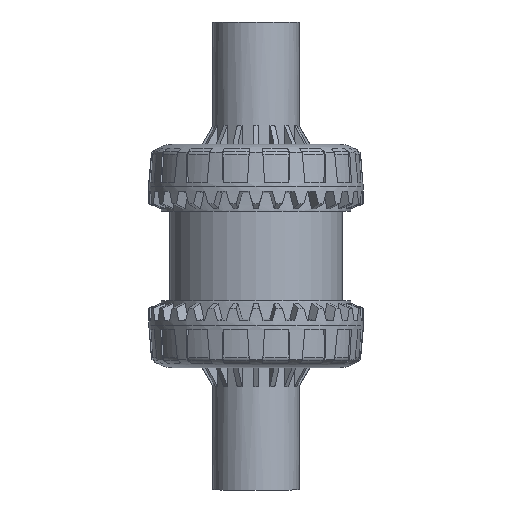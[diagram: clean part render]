
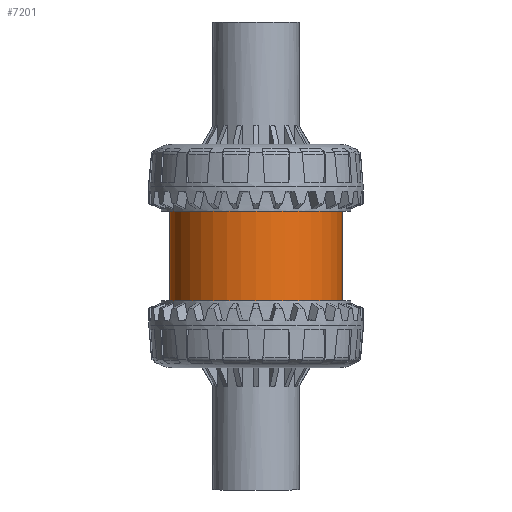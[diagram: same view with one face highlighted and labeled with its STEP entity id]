
A CAD part, left-side view. The second image highlights one B-rep face of the part: STEP entity #7201.
In plain terms, the highlighted cylindrical face has radius 40 mm (diameter 80 mm), a full revolution.
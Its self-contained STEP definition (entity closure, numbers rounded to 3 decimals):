
#347=B_SPLINE_CURVE_WITH_KNOTS($,3,(#11014,#11015,#11016,#11017,#11018,
#11019,#11020,#11021,#11022,#11023,#11024,#11025,#11026,#11027,#11028,#11029,
#11030,#11031,#11032,#11033,#11034,#11035,#11036,#11037,#11038,#11039,#11040,
#11041,#11042,#11043,#11044,#11045,#11046,#11047,#11048,#11049,#11050,#11051,
#11052,#11053,#11054,#11055,#11056,#11057,#11058,#11059,#11060,#11061,#11062,
#11063,#11064,#11065,#11066,#11067,#11068,#11069,#11070,#11071,#11072,#11073,
#11074,#11075,#11076,#11077,#11078,#11079),.UNSPECIFIED.,.T.,.F.,(4,2,2,
2,2,2,2,2,2,2,2,2,2,2,2,2,2,2,2,2,2,2,2,2,2,2,2,2,2,2,2,2,4),(0.,0.335,
0.67,1.005,1.339,1.674,2.008,
2.342,2.677,3.011,3.345,3.68,
4.014,4.349,4.684,5.019,5.353,
5.688,6.023,6.358,6.693,7.027,
7.361,7.696,8.03,8.364,8.699,
9.033,9.367,9.702,10.037,10.372,
10.707),.UNSPECIFIED.);
#503=CYLINDRICAL_SURFACE($,#7668,40.);
#565=FACE_BOUND($,#1557,.T.);
#566=FACE_BOUND($,#1558,.T.);
#567=FACE_BOUND($,#1559,.T.);
#620=CIRCLE($,#7667,40.);
#621=CIRCLE($,#7669,40.);
#1557=EDGE_LOOP($,(#4975));
#1558=EDGE_LOOP($,(#4976));
#1559=EDGE_LOOP($,(#4977));
#2773=VERTEX_POINT($,#11013);
#2774=VERTEX_POINT($,#11082);
#2775=VERTEX_POINT($,#11085);
#3617=EDGE_CURVE($,#2773,#2773,#347,.T.);
#3618=EDGE_CURVE($,#2774,#2774,#620,.T.);
#3619=EDGE_CURVE($,#2775,#2775,#621,.T.);
#4975=ORIENTED_EDGE($,*,*,#3617,.T.);
#4976=ORIENTED_EDGE($,*,*,#3618,.F.);
#4977=ORIENTED_EDGE($,*,*,#3619,.F.);
#7201=ADVANCED_FACE($,(#565,#566,#567),#503,.T.);
#7667=AXIS2_PLACEMENT_3D($,#11083,#8841,#8842);
#7668=AXIS2_PLACEMENT_3D($,#11084,#8843,#8844);
#7669=AXIS2_PLACEMENT_3D($,#11086,#8845,#8846);
#8841=DIRECTION('center_axis',(-1.,0.,0.));
#8842=DIRECTION('ref_axis',(0.,-1.,0.));
#8843=DIRECTION('center_axis',(1.,0.,0.));
#8844=DIRECTION('ref_axis',(0.,-1.,0.));
#8845=DIRECTION('center_axis',(1.,0.,0.));
#8846=DIRECTION('ref_axis',(0.,-1.,0.));
#11013=CARTESIAN_POINT('',(0.,-17.5,35.969));
#11014=CARTESIAN_POINT('Ctrl Pts',(0.,-17.5,35.969));
#11015=CARTESIAN_POINT('Ctrl Pts',(-1.116,-17.5,35.969));
#11016=CARTESIAN_POINT('Ctrl Pts',(-2.265,-17.392,
36.022));
#11017=CARTESIAN_POINT('Ctrl Pts',(-4.538,-16.941,
36.236));
#11018=CARTESIAN_POINT('Ctrl Pts',(-5.664,-16.599,
36.397));
#11019=CARTESIAN_POINT('Ctrl Pts',(-7.814,-15.702,
36.792));
#11020=CARTESIAN_POINT('Ctrl Pts',(-8.841,-15.146,
37.028));
#11021=CARTESIAN_POINT('Ctrl Pts',(-10.736,-13.867,
37.526));
#11022=CARTESIAN_POINT('Ctrl Pts',(-11.605,-13.143,37.788));
#11023=CARTESIAN_POINT('Ctrl Pts',(-13.142,-11.606,
38.288));
#11024=CARTESIAN_POINT('Ctrl Pts',(-13.866,-10.738,
38.544));
#11025=CARTESIAN_POINT('Ctrl Pts',(-15.145,-8.842,
39.023));
#11026=CARTESIAN_POINT('Ctrl Pts',(-15.702,-7.814,
39.244));
#11027=CARTESIAN_POINT('Ctrl Pts',(-16.6,-5.663,
39.612));
#11028=CARTESIAN_POINT('Ctrl Pts',(-16.942,-4.536,
39.758));
#11029=CARTESIAN_POINT('Ctrl Pts',(-17.392,-2.262,
39.952));
#11030=CARTESIAN_POINT('Ctrl Pts',(-17.5,-1.114,40.));
#11031=CARTESIAN_POINT('Ctrl Pts',(-17.5,1.114,40.));
#11032=CARTESIAN_POINT('Ctrl Pts',(-17.392,2.262,39.952));
#11033=CARTESIAN_POINT('Ctrl Pts',(-16.942,4.536,39.758));
#11034=CARTESIAN_POINT('Ctrl Pts',(-16.6,5.663,39.612));
#11035=CARTESIAN_POINT('Ctrl Pts',(-15.702,7.814,39.244));
#11036=CARTESIAN_POINT('Ctrl Pts',(-15.145,8.842,39.023));
#11037=CARTESIAN_POINT('Ctrl Pts',(-13.866,10.738,38.544));
#11038=CARTESIAN_POINT('Ctrl Pts',(-13.142,11.606,38.288));
#11039=CARTESIAN_POINT('Ctrl Pts',(-11.605,13.143,37.788));
#11040=CARTESIAN_POINT('Ctrl Pts',(-10.736,13.867,37.526));
#11041=CARTESIAN_POINT('Ctrl Pts',(-8.841,15.146,37.028));
#11042=CARTESIAN_POINT('Ctrl Pts',(-7.814,15.702,36.792));
#11043=CARTESIAN_POINT('Ctrl Pts',(-5.664,16.599,36.397));
#11044=CARTESIAN_POINT('Ctrl Pts',(-4.538,16.941,36.236));
#11045=CARTESIAN_POINT('Ctrl Pts',(-2.265,17.392,36.022));
#11046=CARTESIAN_POINT('Ctrl Pts',(-1.116,17.5,35.969));
#11047=CARTESIAN_POINT('Ctrl Pts',(1.116,17.5,35.969));
#11048=CARTESIAN_POINT('Ctrl Pts',(2.265,17.392,36.022));
#11049=CARTESIAN_POINT('Ctrl Pts',(4.538,16.941,36.236));
#11050=CARTESIAN_POINT('Ctrl Pts',(5.664,16.599,36.397));
#11051=CARTESIAN_POINT('Ctrl Pts',(7.814,15.702,36.792));
#11052=CARTESIAN_POINT('Ctrl Pts',(8.841,15.146,37.028));
#11053=CARTESIAN_POINT('Ctrl Pts',(10.736,13.867,37.526));
#11054=CARTESIAN_POINT('Ctrl Pts',(11.605,13.143,37.788));
#11055=CARTESIAN_POINT('Ctrl Pts',(13.142,11.606,38.288));
#11056=CARTESIAN_POINT('Ctrl Pts',(13.866,10.738,38.544));
#11057=CARTESIAN_POINT('Ctrl Pts',(15.145,8.842,39.023));
#11058=CARTESIAN_POINT('Ctrl Pts',(15.702,7.814,39.244));
#11059=CARTESIAN_POINT('Ctrl Pts',(16.6,5.663,39.612));
#11060=CARTESIAN_POINT('Ctrl Pts',(16.942,4.536,39.758));
#11061=CARTESIAN_POINT('Ctrl Pts',(17.392,2.262,39.952));
#11062=CARTESIAN_POINT('Ctrl Pts',(17.5,1.114,40.));
#11063=CARTESIAN_POINT('Ctrl Pts',(17.5,-1.114,40.));
#11064=CARTESIAN_POINT('Ctrl Pts',(17.392,-2.262,39.952));
#11065=CARTESIAN_POINT('Ctrl Pts',(16.942,-4.536,39.758));
#11066=CARTESIAN_POINT('Ctrl Pts',(16.6,-5.663,39.612));
#11067=CARTESIAN_POINT('Ctrl Pts',(15.702,-7.814,39.244));
#11068=CARTESIAN_POINT('Ctrl Pts',(15.145,-8.842,39.023));
#11069=CARTESIAN_POINT('Ctrl Pts',(13.866,-10.738,38.544));
#11070=CARTESIAN_POINT('Ctrl Pts',(13.142,-11.606,38.288));
#11071=CARTESIAN_POINT('Ctrl Pts',(11.605,-13.143,37.788));
#11072=CARTESIAN_POINT('Ctrl Pts',(10.736,-13.867,37.526));
#11073=CARTESIAN_POINT('Ctrl Pts',(8.841,-15.146,37.028));
#11074=CARTESIAN_POINT('Ctrl Pts',(7.814,-15.702,36.792));
#11075=CARTESIAN_POINT('Ctrl Pts',(5.664,-16.599,36.397));
#11076=CARTESIAN_POINT('Ctrl Pts',(4.538,-16.941,36.236));
#11077=CARTESIAN_POINT('Ctrl Pts',(2.265,-17.392,36.022));
#11078=CARTESIAN_POINT('Ctrl Pts',(1.116,-17.5,35.969));
#11079=CARTESIAN_POINT('Ctrl Pts',(0.,-17.5,35.969));
#11082=CARTESIAN_POINT('',(-33.8,40.,0.));
#11083=CARTESIAN_POINT('Origin',(-33.8,0.,0.));
#11084=CARTESIAN_POINT('Origin',(0.,0.,0.));
#11085=CARTESIAN_POINT('',(33.8,40.,0.));
#11086=CARTESIAN_POINT('Origin',(33.8,0.,0.));
